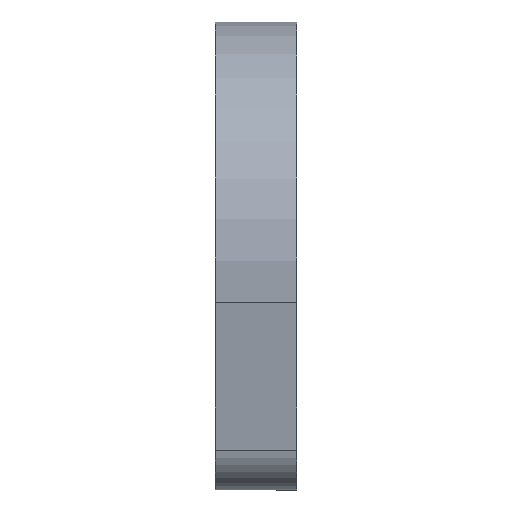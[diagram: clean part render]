
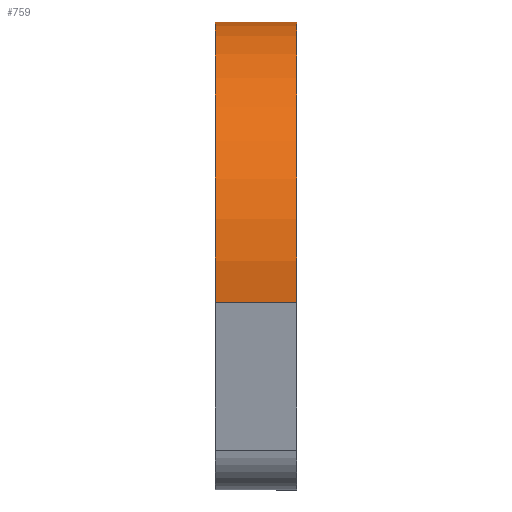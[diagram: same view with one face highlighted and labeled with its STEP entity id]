
A CAD part, top view. The second image highlights one B-rep face of the part: STEP entity #759.
In plain terms, the highlighted cylindrical face has radius 30 mm (diameter 60 mm), a partial arc.
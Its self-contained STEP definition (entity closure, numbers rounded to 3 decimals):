
#57=LINE('',#1189,#99);
#69=LINE('',#1288,#111);
#99=VECTOR('',#939,10.);
#111=VECTOR('',#1041,10.);
#143=CYLINDRICAL_SURFACE('',#853,30.);
#181=FACE_OUTER_BOUND('',#252,.T.);
#252=EDGE_LOOP('',(#611,#612,#613,#614));
#303=CIRCLE('',#812,30.);
#331=CIRCLE('',#842,30.);
#362=VERTEX_POINT('',#1183);
#364=VERTEX_POINT('',#1187);
#367=VERTEX_POINT('',#1197);
#399=VERTEX_POINT('',#1266);
#435=EDGE_CURVE('',#362,#364,#57,.T.);
#439=EDGE_CURVE('',#362,#367,#303,.T.);
#475=EDGE_CURVE('',#399,#364,#331,.T.);
#485=EDGE_CURVE('',#367,#399,#69,.T.);
#611=ORIENTED_EDGE('',*,*,#485,.F.);
#612=ORIENTED_EDGE('',*,*,#439,.F.);
#613=ORIENTED_EDGE('',*,*,#435,.T.);
#614=ORIENTED_EDGE('',*,*,#475,.F.);
#759=ADVANCED_FACE('',(#181),#143,.T.);
#812=AXIS2_PLACEMENT_3D('',#1198,#949,#950);
#842=AXIS2_PLACEMENT_3D('',#1268,#1017,#1018);
#853=AXIS2_PLACEMENT_3D('',#1290,#1043,#1044);
#939=DIRECTION('',(1.,0.,0.));
#949=DIRECTION('center_axis',(-1.,0.,0.));
#950=DIRECTION('ref_axis',(0.,1.,0.));
#1017=DIRECTION('center_axis',(1.,0.,0.));
#1018=DIRECTION('ref_axis',(0.,-1.,0.));
#1041=DIRECTION('',(1.,0.,0.));
#1043=DIRECTION('center_axis',(-1.,0.,0.));
#1044=DIRECTION('ref_axis',(0.,1.,0.));
#1183=CARTESIAN_POINT('',(-5.,-4.685,63.632));
#1187=CARTESIAN_POINT('',(5.,-4.685,63.632));
#1189=CARTESIAN_POINT('',(-5.,-4.685,63.632));
#1197=CARTESIAN_POINT('',(-5.,23.182,14.958));
#1198=CARTESIAN_POINT('Origin',(-5.,0.,
34.));
#1266=CARTESIAN_POINT('',(5.,23.182,14.958));
#1268=CARTESIAN_POINT('Origin',(5.,0.,
34.));
#1288=CARTESIAN_POINT('',(5.,23.182,14.958));
#1290=CARTESIAN_POINT('Origin',(5.,0.,
34.));
